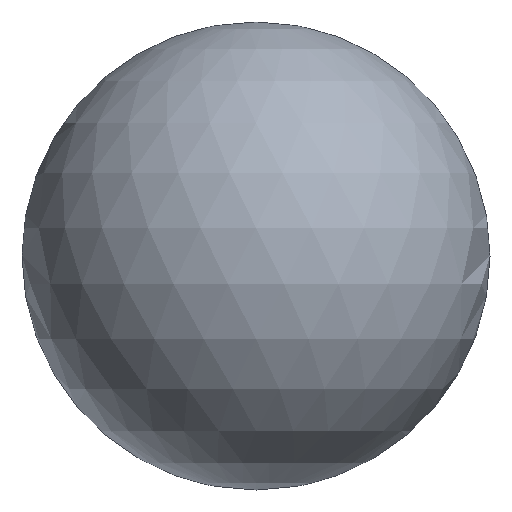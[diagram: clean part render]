
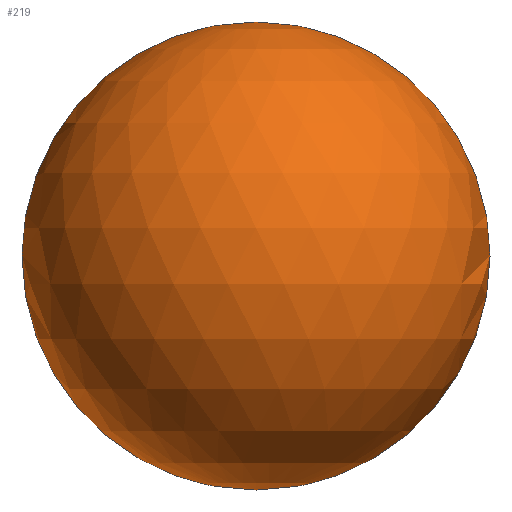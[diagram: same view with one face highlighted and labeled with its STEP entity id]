
A CAD part, front view. The second image highlights one B-rep face of the part: STEP entity #219.
In plain terms, the highlighted spherical face has radius 25.5 mm.
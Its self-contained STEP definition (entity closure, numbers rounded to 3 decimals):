
#176=CARTESIAN_POINT('',(0.,-72.,0.));
#177=DIRECTION('',(0.,0.,1.));
#178=DIRECTION('',(1.,0.,-0.));
#179=AXIS2_PLACEMENT_3D('',#176,#177,#178);
#180=SPHERICAL_SURFACE('',#179,25.5);
#181=CARTESIAN_POINT('',(-25.5,-72.,0.));
#182=VERTEX_POINT('',#181);
#183=CARTESIAN_POINT('',(-0.,-72.,25.5));
#184=VERTEX_POINT('',#183);
#185=CARTESIAN_POINT('',(0.,-72.,0.));
#186=DIRECTION('',(0.,1.,0.));
#187=DIRECTION('',(-1.,0.,0.));
#188=AXIS2_PLACEMENT_3D('',#185,#186,#187);
#189=CIRCLE('',#188,25.5);
#190=EDGE_CURVE('',#182,#184,#189,.T.);
#191=ORIENTED_EDGE('',*,*,#190,.F.);
#192=CARTESIAN_POINT('',(0.,-72.,-25.5));
#193=VERTEX_POINT('',#192);
#194=CARTESIAN_POINT('',(0.,-72.,0.));
#195=DIRECTION('',(0.,1.,0.));
#196=DIRECTION('',(-1.,0.,0.));
#197=AXIS2_PLACEMENT_3D('',#194,#195,#196);
#198=CIRCLE('',#197,25.5);
#199=EDGE_CURVE('',#193,#182,#198,.T.);
#200=ORIENTED_EDGE('',*,*,#199,.F.);
#201=CARTESIAN_POINT('',(25.5,-72.,0.));
#202=VERTEX_POINT('',#201);
#203=CARTESIAN_POINT('',(0.,-72.,0.));
#204=DIRECTION('',(0.,1.,0.));
#205=DIRECTION('',(-1.,0.,0.));
#206=AXIS2_PLACEMENT_3D('',#203,#204,#205);
#207=CIRCLE('',#206,25.5);
#208=EDGE_CURVE('',#202,#193,#207,.T.);
#209=ORIENTED_EDGE('',*,*,#208,.F.);
#210=CARTESIAN_POINT('',(0.,-72.,0.));
#211=DIRECTION('',(0.,1.,0.));
#212=DIRECTION('',(-1.,0.,0.));
#213=AXIS2_PLACEMENT_3D('',#210,#211,#212);
#214=CIRCLE('',#213,25.5);
#215=EDGE_CURVE('',#184,#202,#214,.T.);
#216=ORIENTED_EDGE('',*,*,#215,.F.);
#217=EDGE_LOOP('',(#191,#200,#209,#216));
#218=FACE_BOUND('',#217,.T.);
#219=ADVANCED_FACE('',(#218),#180,.T.);
